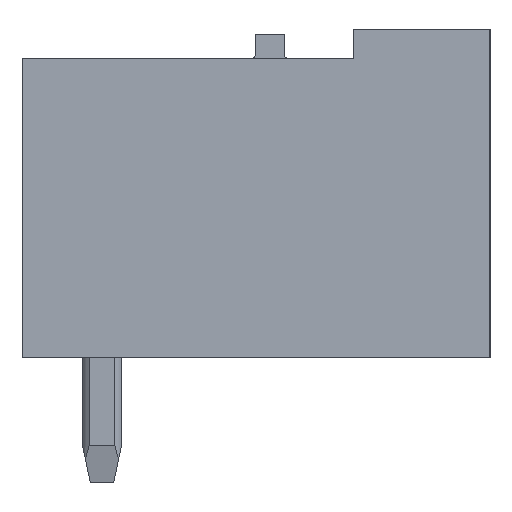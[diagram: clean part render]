
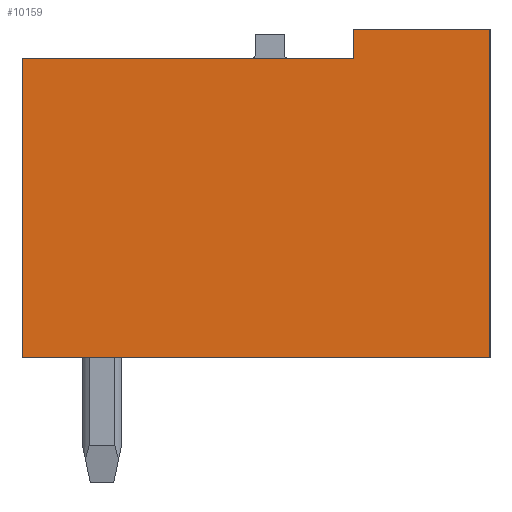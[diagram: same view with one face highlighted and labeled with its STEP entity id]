
A CAD part, left-side view. The second image highlights one B-rep face of the part: STEP entity #10159.
In plain terms, the highlighted planar face has unit normal (-1, 0, 0).
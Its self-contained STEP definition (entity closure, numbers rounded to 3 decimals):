
#10149=AXIS2_PLACEMENT_3D('Plane Axis2P3D',#10146,#10147,#10148) ;
#269=CARTESIAN_POINT('Vertex',(0.,3.5,11.63)) ;
#272=CARTESIAN_POINT('Line Origine',(0.,1.75,11.63)) ;
#276=CARTESIAN_POINT('Vertex',(0.,0.,11.63)) ;
#783=CARTESIAN_POINT('Vertex',(0.,12.,10.88)) ;
#786=CARTESIAN_POINT('Line Origine',(0.,7.75,10.88)) ;
#790=CARTESIAN_POINT('Vertex',(0.,3.5,10.88)) ;
#1209=CARTESIAN_POINT('Vertex',(0.,12.,3.2)) ;
#1212=CARTESIAN_POINT('Line Origine',(0.,12.,7.04)) ;
#1276=CARTESIAN_POINT('Vertex',(0.,0.,3.2)) ;
#1279=CARTESIAN_POINT('Line Origine',(0.,6.,3.2)) ;
#4990=CARTESIAN_POINT('Line Origine',(0.,0.,7.415)) ;
#9488=CARTESIAN_POINT('Line Origine',(0.,3.5,11.255)) ;
#10146=CARTESIAN_POINT('Axis2P3D Location',(0.,0.,0.)) ;
#273=DIRECTION('Vector Direction',(0.,-1.,0.)) ;
#787=DIRECTION('Vector Direction',(0.,1.,0.)) ;
#1213=DIRECTION('Vector Direction',(0.,0.,1.)) ;
#1280=DIRECTION('Vector Direction',(0.,1.,0.)) ;
#4991=DIRECTION('Vector Direction',(0.,0.,-1.)) ;
#9489=DIRECTION('Vector Direction',(0.,0.,1.)) ;
#10147=DIRECTION('Axis2P3D Direction',(-1.,0.,0.)) ;
#10148=DIRECTION('Axis2P3D XDirection',(0.,-1.,0.)) ;
#274=VECTOR('Line Direction',#273,1.) ;
#788=VECTOR('Line Direction',#787,1.) ;
#1214=VECTOR('Line Direction',#1213,1.) ;
#1281=VECTOR('Line Direction',#1280,1.) ;
#4992=VECTOR('Line Direction',#4991,1.) ;
#9490=VECTOR('Line Direction',#9489,1.) ;
#10152=ORIENTED_EDGE('',*,*,#4994,.T.) ;
#10153=ORIENTED_EDGE('',*,*,#278,.T.) ;
#10154=ORIENTED_EDGE('',*,*,#9492,.T.) ;
#10155=ORIENTED_EDGE('',*,*,#792,.T.) ;
#10156=ORIENTED_EDGE('',*,*,#1216,.T.) ;
#10157=ORIENTED_EDGE('',*,*,#1283,.T.) ;
#10159=ADVANCED_FACE('Housing',(#10158),#10150,.T.) ;
#278=EDGE_CURVE('',#277,#270,#275,.F.) ;
#792=EDGE_CURVE('',#791,#784,#789,.T.) ;
#1216=EDGE_CURVE('',#784,#1210,#1215,.F.) ;
#1283=EDGE_CURVE('',#1210,#1277,#1282,.F.) ;
#4994=EDGE_CURVE('',#1277,#277,#4993,.F.) ;
#9492=EDGE_CURVE('',#270,#791,#9491,.F.) ;
#10151=EDGE_LOOP('',(#10152,#10153,#10154,#10155,#10156,#10157)) ;
#10158=FACE_OUTER_BOUND('',#10151,.T.) ;
#275=LINE('Line',#272,#274) ;
#789=LINE('Line',#786,#788) ;
#1215=LINE('Line',#1212,#1214) ;
#1282=LINE('Line',#1279,#1281) ;
#4993=LINE('Line',#4990,#4992) ;
#9491=LINE('Line',#9488,#9490) ;
#10150=PLANE('',#10149) ;
#270=VERTEX_POINT('',#269) ;
#277=VERTEX_POINT('',#276) ;
#784=VERTEX_POINT('',#783) ;
#791=VERTEX_POINT('',#790) ;
#1210=VERTEX_POINT('',#1209) ;
#1277=VERTEX_POINT('',#1276) ;
